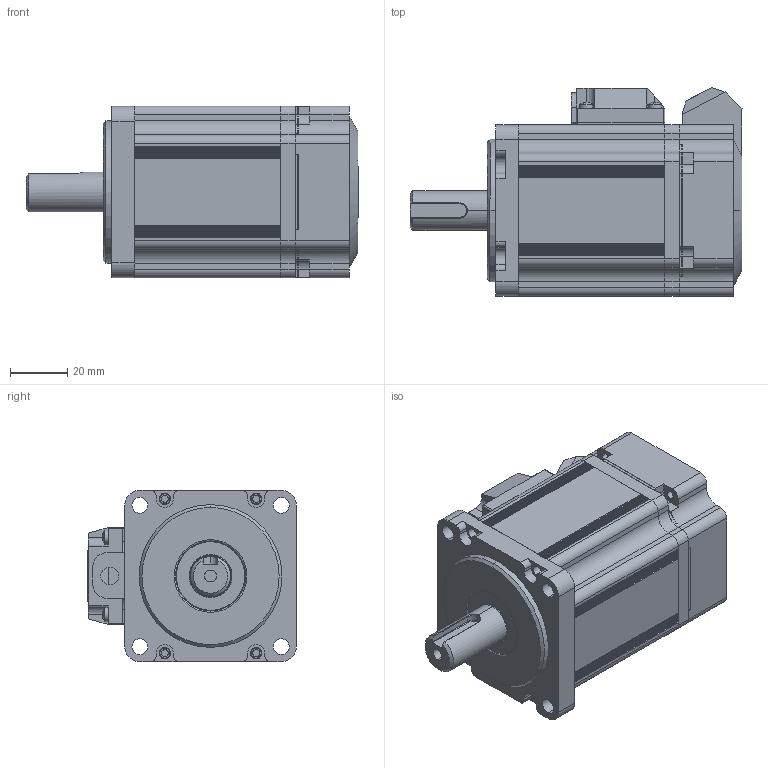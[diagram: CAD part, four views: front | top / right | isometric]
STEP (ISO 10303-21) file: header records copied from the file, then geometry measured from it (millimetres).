
FILE_DESCRIPTION (( 'STEP AP203' ), '1' );
FILE_NAME ('MF3H-60CS,CM30B1-502.STEP', '2022-09-22T15:55:51', ( '' ), ( '' ), 'SwSTEP 2.0', 'SolidWorks 2016', '' );
FILE_SCHEMA (( 'CONFIG_CONTROL_DESIGN' ));
Length unit declared in the file: millimetre
Products named in the file (1): MF3H-60CS,CM30B1-502
Bounding box: 116.2 x 73 x 60 mm (x, y, z)
Surface area: 39261.1 mm2 (no closed solid volume)
Topology: 0 solids, 15 shells, 461 faces, 1503 edges, 1044 vertices
Faces by surface type: cylinder 258, plane 171, torus 12, cone 11, sphere 8, bspline 1
Entity records: 17320 total; most frequent: CARTESIAN_POINT 3550, DIRECTION 3151, ORIENTED_EDGE 2526, EDGE_CURVE 1503, AXIS2_PLACEMENT_3D 1203, VERTEX_POINT 1044, LINE 745, VECTOR 745
